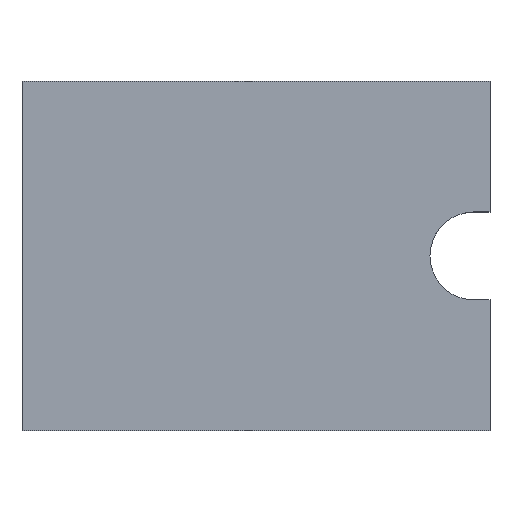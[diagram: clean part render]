
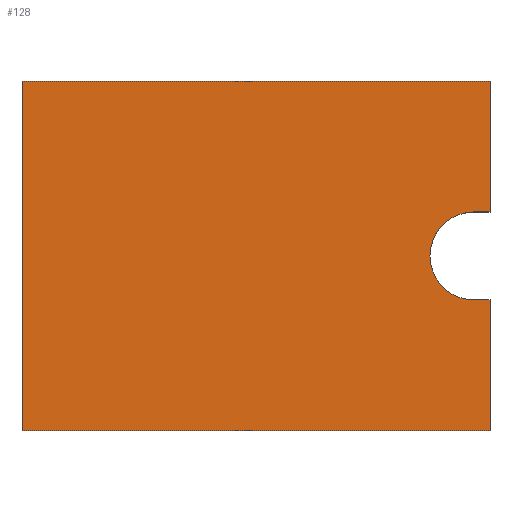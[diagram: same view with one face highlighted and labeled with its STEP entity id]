
A CAD part, top view. The second image highlights one B-rep face of the part: STEP entity #128.
In plain terms, the highlighted planar face has unit normal (0, 0, 1).
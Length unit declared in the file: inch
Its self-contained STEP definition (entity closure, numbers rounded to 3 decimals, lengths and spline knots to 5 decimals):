
#30=CARTESIAN_POINT('',(0.1675,-0.0315,0.05));
#31=VERTEX_POINT('',#30);
#35=CARTESIAN_POINT('',(0.1675,0.,0.05));
#36=DIRECTION('',(0.,-1.,0.));
#37=VECTOR('',#36,1.);
#38=LINE('',#35,#37);
#39=EDGE_CURVE('',#31,#41,#38,.T.);
#40=CARTESIAN_POINT('',(0.1675,-0.125,0.05));
#41=VERTEX_POINT('',#40);
#65=CARTESIAN_POINT('',(0.1245,-0.0315,0.05));
#66=DIRECTION('',(1.,0.,0.));
#67=VECTOR('',#66,1.);
#68=LINE('',#65,#67);
#69=EDGE_CURVE('',#71,#31,#68,.T.);
#70=CARTESIAN_POINT('',(0.156,-0.0315,0.05));
#71=VERTEX_POINT('',#70);
#72=ORIENTED_EDGE('',*,*,#69,.F.);
#73=CARTESIAN_POINT('',(0.156,0.,0.05));
#74=DIRECTION('',(0.,0.,-1.));
#75=DIRECTION('',(1.,0.,0.));
#76=AXIS2_PLACEMENT_3D('',#73,#74,#75);
#77=CIRCLE('',#76,0.0315);
#78=EDGE_CURVE('',#71,#80,#77,.T.);
#79=CARTESIAN_POINT('',(0.156,0.0315,0.05));
#80=VERTEX_POINT('',#79);
#81=ORIENTED_EDGE('',*,*,#78,.T.);
#82=CARTESIAN_POINT('',(0.1245,0.0315,0.05));
#83=DIRECTION('',(1.,0.,0.));
#84=VECTOR('',#83,1.);
#85=LINE('',#82,#84);
#86=EDGE_CURVE('',#80,#88,#85,.T.);
#87=CARTESIAN_POINT('',(0.1675,0.0315,0.05));
#88=VERTEX_POINT('',#87);
#89=ORIENTED_EDGE('',*,*,#86,.T.);
#90=CARTESIAN_POINT('',(0.1675,0.,0.05));
#91=DIRECTION('',(0.,-1.,0.));
#92=VECTOR('',#91,1.);
#93=LINE('',#90,#92);
#94=EDGE_CURVE('',#96,#88,#93,.T.);
#95=CARTESIAN_POINT('',(0.1675,0.125,0.05));
#96=VERTEX_POINT('',#95);
#97=ORIENTED_EDGE('',*,*,#94,.F.);
#98=CARTESIAN_POINT('',(0.,0.125,0.05));
#99=DIRECTION('',(1.,0.,0.));
#100=VECTOR('',#99,1.);
#101=LINE('',#98,#100);
#102=EDGE_CURVE('',#104,#96,#101,.T.);
#103=CARTESIAN_POINT('',(-0.1675,0.125,0.05));
#104=VERTEX_POINT('',#103);
#105=ORIENTED_EDGE('',*,*,#102,.F.);
#106=CARTESIAN_POINT('',(-0.1675,0.,0.05));
#107=DIRECTION('',(0.,1.,0.));
#108=VECTOR('',#107,1.);
#109=LINE('',#106,#108);
#110=EDGE_CURVE('',#112,#104,#109,.T.);
#111=CARTESIAN_POINT('',(-0.1675,-0.125,0.05));
#112=VERTEX_POINT('',#111);
#113=ORIENTED_EDGE('',*,*,#110,.F.);
#114=CARTESIAN_POINT('',(0.,-0.125,0.05));
#115=DIRECTION('',(-1.,0.,0.));
#116=VECTOR('',#115,1.);
#117=LINE('',#114,#116);
#118=EDGE_CURVE('',#41,#112,#117,.T.);
#119=ORIENTED_EDGE('',*,*,#118,.F.);
#120=ORIENTED_EDGE('',*,*,#39,.F.);
#121=EDGE_LOOP('',(#72,#81,#89,#97,#105,#113,#119,#120));
#122=FACE_BOUND('',#121,.T.);
#123=CARTESIAN_POINT('',(0.,0.,0.05));
#124=DIRECTION('',(0.,0.,1.));
#125=DIRECTION('',(1.,0.,0.));
#126=AXIS2_PLACEMENT_3D('',#123,#124,#125);
#127=PLANE('',#126);
#128=ADVANCED_FACE('',(#122),#127,.T.);
